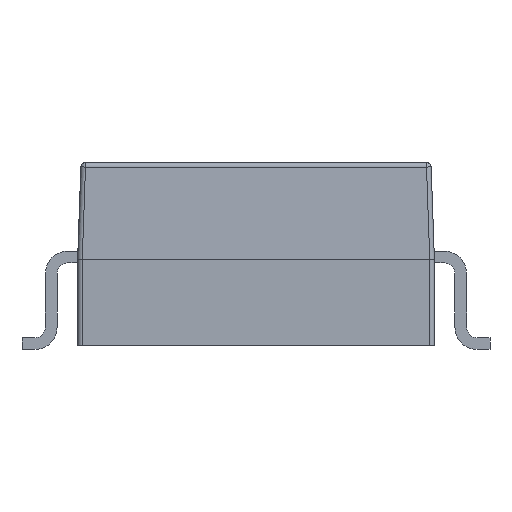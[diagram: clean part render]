
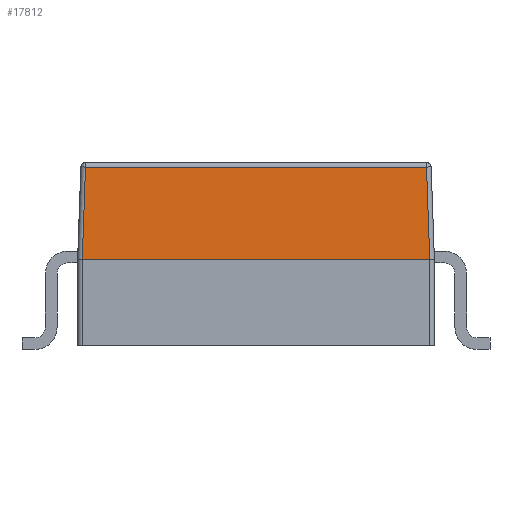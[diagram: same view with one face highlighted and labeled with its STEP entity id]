
A CAD part, front view. The second image highlights one B-rep face of the part: STEP entity #17812.
In plain terms, the highlighted face is planar.
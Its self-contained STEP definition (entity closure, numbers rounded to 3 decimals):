
#470=PLANE('',#18556);
#835=LINE('',#22525,#2258);
#838=LINE('',#22532,#2261);
#844=LINE('',#22548,#2267);
#852=LINE('',#22571,#2275);
#855=LINE('',#22577,#2278);
#1204=LINE('',#25591,#2627);
#2258=VECTOR('',#19244,1000.);
#2261=VECTOR('',#19251,1000.);
#2267=VECTOR('',#19267,1000.);
#2275=VECTOR('',#19289,1000.);
#2278=VECTOR('',#19294,1000.);
#2627=VECTOR('',#20159,1000.);
#4777=ORIENTED_EDGE('',*,*,#7503,.F.);
#4778=ORIENTED_EDGE('',*,*,#7499,.F.);
#4779=ORIENTED_EDGE('',*,*,#7511,.T.);
#4780=ORIENTED_EDGE('',*,*,#8144,.T.);
#4781=ORIENTED_EDGE('',*,*,#7526,.T.);
#4782=ORIENTED_EDGE('',*,*,#7523,.T.);
#7499=EDGE_CURVE('',#9396,#9393,#835,.T.);
#7503=EDGE_CURVE('',#9393,#9398,#838,.T.);
#7511=EDGE_CURVE('',#9396,#9403,#844,.T.);
#7523=EDGE_CURVE('',#9410,#9398,#852,.T.);
#7526=EDGE_CURVE('',#9414,#9410,#855,.T.);
#8144=EDGE_CURVE('',#9403,#9414,#1204,.T.);
#9393=VERTEX_POINT('',#22515);
#9396=VERTEX_POINT('',#22524);
#9398=VERTEX_POINT('',#22530);
#9403=VERTEX_POINT('',#22547);
#9410=VERTEX_POINT('',#22568);
#9414=VERTEX_POINT('',#22578);
#11193=EDGE_LOOP('',(#4777,#4778,#4779,#4780,#4781,#4782));
#11973=FACE_BOUND('',#11193,.T.);
#17812=ADVANCED_FACE('',(#11973),#470,.T.);
#18556=AXIS2_PLACEMENT_3D('',#25596,#20165,#20166);
#19244=DIRECTION('',(-0.035,0.035,0.999));
#19251=DIRECTION('',(0.,1.,0.));
#19267=DIRECTION('',(0.,1.,0.));
#19289=DIRECTION('',(-0.035,-0.035,0.999));
#19294=DIRECTION('',(0.,1.,0.));
#20159=DIRECTION('',(0.,1.,0.));
#20165=DIRECTION('',(0.999,0.,0.035));
#20166=DIRECTION('',(0.035,0.,-0.999));
#22515=CARTESIAN_POINT('',(7.483,-3.643,3.653));
#22524=CARTESIAN_POINT('',(7.552,-3.712,1.68));
#22525=CARTESIAN_POINT('',(7.476,-3.636,3.877));
#22530=CARTESIAN_POINT('',(7.483,3.643,3.653));
#22532=CARTESIAN_POINT('',(7.483,0.,3.653));
#22547=CARTESIAN_POINT('',(7.552,-3.712,1.68));
#22548=CARTESIAN_POINT('',(7.552,0.,1.68));
#22568=CARTESIAN_POINT('',(7.552,3.712,1.68));
#22571=CARTESIAN_POINT('',(7.476,3.636,3.877));
#22577=CARTESIAN_POINT('',(7.552,0.,1.68));
#22578=CARTESIAN_POINT('',(7.552,3.712,1.68));
#25591=CARTESIAN_POINT('',(7.552,0.,1.68));
#25596=CARTESIAN_POINT('',(7.48,0.,3.75));
